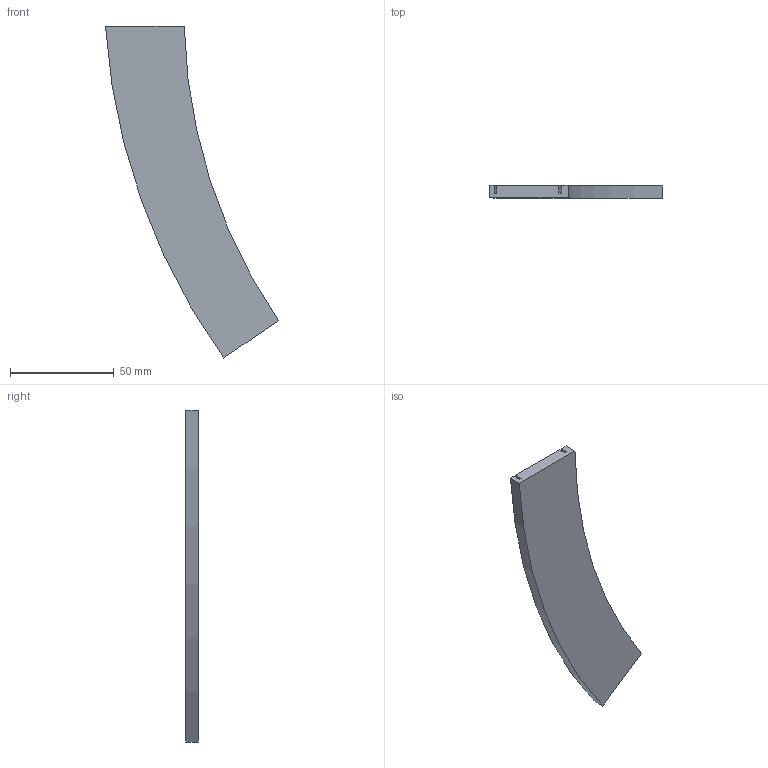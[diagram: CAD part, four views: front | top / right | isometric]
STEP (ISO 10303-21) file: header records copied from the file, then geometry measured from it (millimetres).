
FILE_DESCRIPTION(('FreeCAD Model'),'2;1');
FILE_NAME('Open CASCADE Shape Model','2023-02-20T21:08:52',(''),(''), 'Open CASCADE STEP processor 7.6','FreeCAD','Unknown');
FILE_SCHEMA(('AUTOMOTIVE_DESIGN { 1 0 10303 214 1 1 1 1 }'));
Length unit declared in the file: millimetre
Products named in the file (1): Body052
Bounding box: 83.42 x 6 x 160 mm (x, y, z)
Volume: 31823.9 mm3; surface area: 16595.8 mm2
Topology: 1 solids, 1 shells, 50 faces, 112 edges, 64 vertices
Faces by surface type: plane 36, cylinder 14
Entity records: 2852 total; most frequent: CARTESIAN_POINT 475, DIRECTION 464, LINE 274, VECTOR 274, ORIENTED_EDGE 236, PCURVE 224, DEFINITIONAL_REPRESENTATION 224, EDGE_CURVE 112
